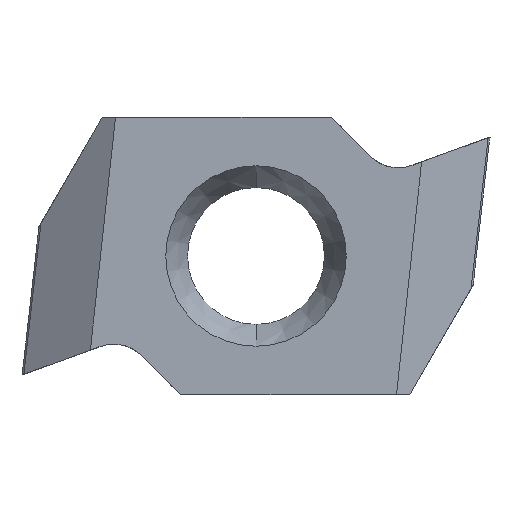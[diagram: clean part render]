
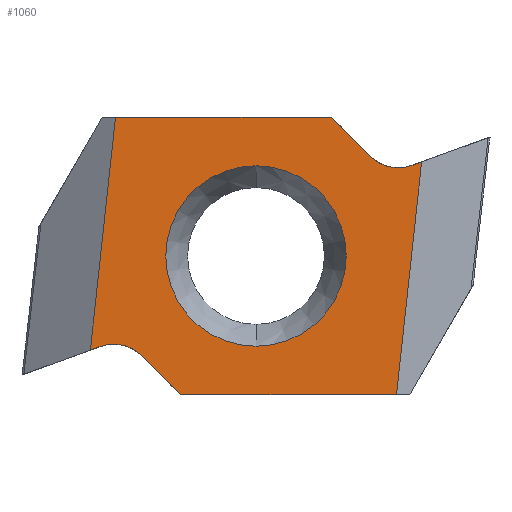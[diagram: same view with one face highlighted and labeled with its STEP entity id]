
A CAD part, left-side view. The second image highlights one B-rep face of the part: STEP entity #1060.
In plain terms, the highlighted planar face has unit normal (-1, 0, 0).
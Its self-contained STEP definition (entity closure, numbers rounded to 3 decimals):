
#24=DIRECTION('',(0.,-0.707,-0.707));
#25=VECTOR('',#24,1.391);
#26=CARTESIAN_POINT('',(0.,-1.9,3.5));
#27=LINE('',#26,#25);
#32=CARTESIAN_POINT('',(0.,-3.591,3.224));
#33=DIRECTION('',(-1.,0.,0.));
#34=DIRECTION('',(0.,0.707,-0.707));
#35=AXIS2_PLACEMENT_3D('',#32,#33,#34);
#40=DIRECTION('',(0.,-0.94,0.342));
#41=VECTOR('',#40,0.259);
#42=CARTESIAN_POINT('',(0.,-3.933,2.284));
#43=LINE('',#42,#41);
#47=DIRECTION('',(0.,0.707,0.707));
#48=VECTOR('',#47,1.391);
#49=CARTESIAN_POINT('',(0.,1.9,-3.5));
#50=LINE('',#49,#48);
#54=CARTESIAN_POINT('',(0.,3.591,-3.224));
#55=DIRECTION('',(-1.,0.,0.));
#56=DIRECTION('',(0.,-0.707,0.707));
#57=AXIS2_PLACEMENT_3D('',#54,#55,#56);
#62=DIRECTION('',(0.,0.94,-0.342));
#63=VECTOR('',#62,0.259);
#64=CARTESIAN_POINT('',(0.,3.933,-2.284));
#65=LINE('',#64,#63);
#69=CARTESIAN_POINT('',(0.,0.,0.));
#70=DIRECTION('',(-1.,0.,0.));
#71=DIRECTION('',(0.,0.,-1.));
#72=AXIS2_PLACEMENT_3D('',#69,#70,#71);
#77=CARTESIAN_POINT('',(0.,0.,0.));
#78=DIRECTION('',(-1.,0.,0.));
#79=DIRECTION('',(0.,0.,1.));
#80=AXIS2_PLACEMENT_3D('',#77,#78,#79);
#92=DIRECTION('',(0.,0.107,-0.994));
#93=VECTOR('',#92,5.907);
#94=CARTESIAN_POINT('',(0.,3.543,3.5));
#95=LINE('',#94,#93);
#305=DIRECTION('',(0.,-1.,0.));
#306=VECTOR('',#305,5.443);
#307=CARTESIAN_POINT('',(0.,1.9,-3.5));
#308=LINE('',#307,#306);
#376=DIRECTION('',(0.,-0.107,0.994));
#377=VECTOR('',#376,5.907);
#378=CARTESIAN_POINT('',(0.,-3.543,-3.5));
#379=LINE('',#378,#377);
#634=DIRECTION('',(0.,1.,0.));
#635=VECTOR('',#634,5.443);
#636=CARTESIAN_POINT('',(0.,-1.9,3.5));
#637=LINE('',#636,#635);
#905=CARTESIAN_POINT('',(0.,3.543,3.5));
#906=CARTESIAN_POINT('',(0.,4.176,
-2.373));
#907=VERTEX_POINT('',#905);
#908=VERTEX_POINT('',#906);
#909=CARTESIAN_POINT('',(0.,-1.9,3.5));
#910=VERTEX_POINT('',#909);
#911=CARTESIAN_POINT('',(0.,-2.883,2.517));
#912=VERTEX_POINT('',#911);
#913=CARTESIAN_POINT('',(0.,-3.933,2.284));
#914=VERTEX_POINT('',#913);
#915=CARTESIAN_POINT('',(0.,-4.176,
2.373));
#916=VERTEX_POINT('',#915);
#917=CARTESIAN_POINT('',(0.,-3.543,-3.5));
#918=VERTEX_POINT('',#917);
#919=CARTESIAN_POINT('',(0.,1.9,-3.5));
#920=VERTEX_POINT('',#919);
#921=CARTESIAN_POINT('',(0.,2.883,-2.517));
#922=VERTEX_POINT('',#921);
#923=CARTESIAN_POINT('',(0.,3.933,-2.284));
#924=VERTEX_POINT('',#923);
#925=CARTESIAN_POINT('',(0.,0.,-2.275));
#926=CARTESIAN_POINT('',(0.,0.,2.275));
#927=VERTEX_POINT('',#925);
#928=VERTEX_POINT('',#926);
#1027=CARTESIAN_POINT('',(0.,0.,0.));
#1028=DIRECTION('',(-1.,0.,0.));
#1029=DIRECTION('',(0.,-1.,0.));
#1030=AXIS2_PLACEMENT_3D('',#1027,#1028,#1029);
#1031=PLANE('',#1030);
#1033=ORIENTED_EDGE('',*,*,#1032,.F.);
#1035=ORIENTED_EDGE('',*,*,#1034,.F.);
#1037=ORIENTED_EDGE('',*,*,#1036,.T.);
#1039=ORIENTED_EDGE('',*,*,#1038,.T.);
#1041=ORIENTED_EDGE('',*,*,#1040,.T.);
#1043=ORIENTED_EDGE('',*,*,#1042,.F.);
#1045=ORIENTED_EDGE('',*,*,#1044,.F.);
#1047=ORIENTED_EDGE('',*,*,#1046,.T.);
#1049=ORIENTED_EDGE('',*,*,#1048,.T.);
#1051=ORIENTED_EDGE('',*,*,#1050,.T.);
#1052=EDGE_LOOP('',(#1033,#1035,#1037,#1039,#1041,#1043,#1045,#1047,#1049,
#1051));
#1053=FACE_OUTER_BOUND('',#1052,.F.);
#1055=ORIENTED_EDGE('',*,*,#1054,.T.);
#1057=ORIENTED_EDGE('',*,*,#1056,.T.);
#1058=EDGE_LOOP('',(#1055,#1057));
#1059=FACE_BOUND('',#1058,.F.);
#36=CIRCLE('',#35,1.);
#58=CIRCLE('',#57,1.);
#73=CIRCLE('',#72,2.275);
#81=CIRCLE('',#80,2.275);
#1032=EDGE_CURVE('',#907,#908,#95,.T.);
#1034=EDGE_CURVE('',#910,#907,#637,.T.);
#1036=EDGE_CURVE('',#910,#912,#27,.T.);
#1038=EDGE_CURVE('',#912,#914,#36,.T.);
#1040=EDGE_CURVE('',#914,#916,#43,.T.);
#1042=EDGE_CURVE('',#918,#916,#379,.T.);
#1044=EDGE_CURVE('',#920,#918,#308,.T.);
#1046=EDGE_CURVE('',#920,#922,#50,.T.);
#1048=EDGE_CURVE('',#922,#924,#58,.T.);
#1050=EDGE_CURVE('',#924,#908,#65,.T.);
#1054=EDGE_CURVE('',#927,#928,#73,.T.);
#1056=EDGE_CURVE('',#928,#927,#81,.T.);
#1060=ADVANCED_FACE('',(#1053,#1059),#1031,.T.);
